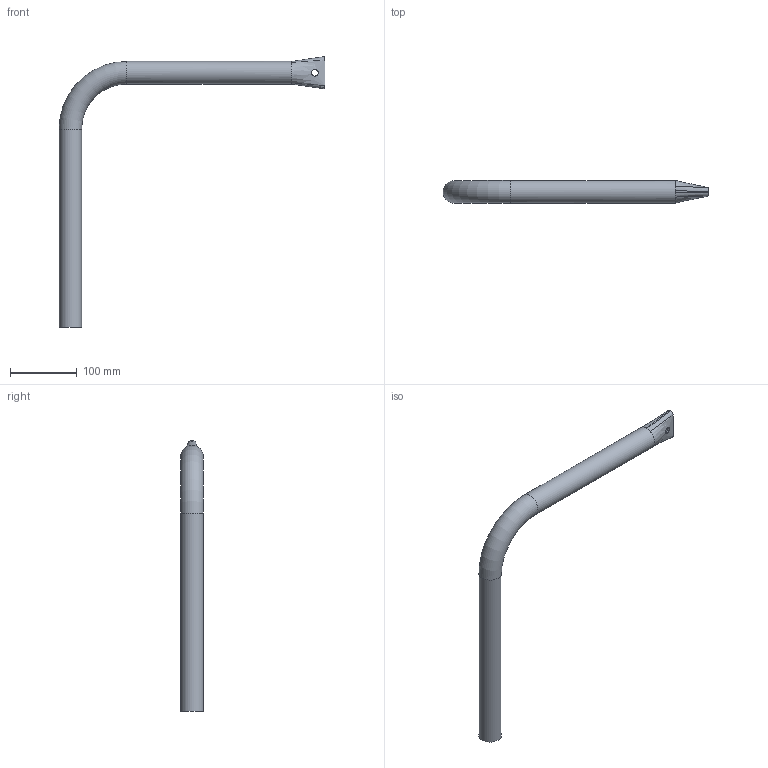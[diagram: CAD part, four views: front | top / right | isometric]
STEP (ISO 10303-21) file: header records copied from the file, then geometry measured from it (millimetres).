
FILE_DESCRIPTION(/* description */ ('Rura dodatkowego stopnia'),/* implementation_level */ '2;1');
FILE_NAME(/* name */ 'P-RS-02-2153.stp',/* time_stamp */ '2023-11-29T07:15:06+01:00',/* author */ ('p.kozdras'),/* organization */ (''),/* preprocessor_version */ 'ST-DEVELOPER v18.1',/* originating_system */ 'Autodesk Inventor 2022',/* authorisation */ '');
FILE_SCHEMA (('AUTOMOTIVE_DESIGN { 1 0 10303 214 3 1 1 }'));
Length unit declared in the file: millimetre
Products named in the file (1): P-RS-02-2153
Bounding box: 396.85 x 33.7 x 404 mm (x, y, z)
Volume: 202996.8 mm3; surface area: 140560.4 mm2
Topology: 1 solids, 1 shells, 26 faces, 80 edges, 56 vertices
Faces by surface type: bspline 16, cylinder 6, plane 2, torus 2
Full cylindrical faces by diameter (mm): 10 x2, 27.9 x2, 33.7 x2
Entity records: 1684 total; most frequent: CARTESIAN_POINT 946, ORIENTED_EDGE 160, DIRECTION 124, EDGE_CURVE 80, VERTEX_POINT 56, AXIS2_PLACEMENT_3D 49, CIRCLE 38, EDGE_LOOP 32
